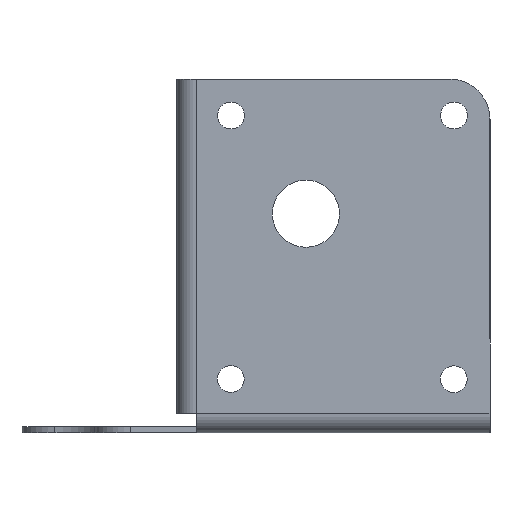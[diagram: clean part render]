
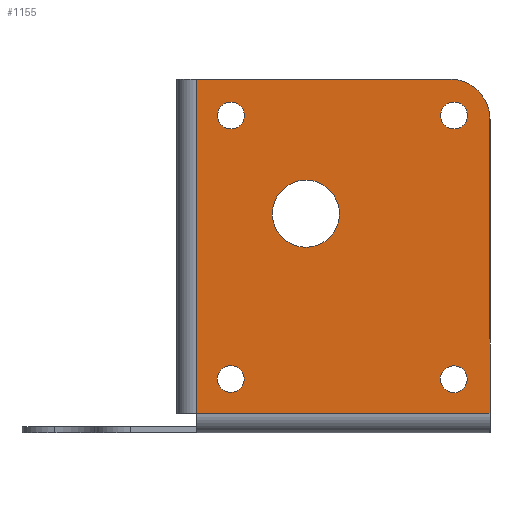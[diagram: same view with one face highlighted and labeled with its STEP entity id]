
A CAD part, front view. The second image highlights one B-rep face of the part: STEP entity #1155.
In plain terms, the highlighted planar face has unit normal (0, -1, 0).
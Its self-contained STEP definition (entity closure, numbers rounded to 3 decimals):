
#4 = DIRECTION ( 'NONE',  ( 0., 0., -1. ) ) ;
#50 = VERTEX_POINT ( 'NONE', #1646 ) ;
#83 = DIRECTION ( 'NONE',  ( 0., -1., 0. ) ) ;
#106 = ORIENTED_EDGE ( 'NONE', *, *, #878, .F. ) ;
#119 = VERTEX_POINT ( 'NONE', #969 ) ;
#124 = AXIS2_PLACEMENT_3D ( 'NONE', #219, #1633, #790 ) ;
#144 = CARTESIAN_POINT ( 'NONE',  ( 50.841, -7.36, 110.935 ) ) ;
#145 = EDGE_CURVE ( 'NONE', #1669, #1261, #237, .T. ) ;
#155 = CIRCLE ( 'NONE', #1059, 5. ) ;
#158 = EDGE_CURVE ( 'NONE', #1261, #1669, #215, .T. ) ;
#161 = CARTESIAN_POINT ( 'NONE',  ( 132.32, -7.36, 114.54 ) ) ;
#166 = DIRECTION ( 'NONE',  ( 0., 0., -1. ) ) ;
#175 = CIRCLE ( 'NONE', #1349, 5. ) ;
#178 = FACE_BOUND ( 'NONE', #967, .T. ) ;
#198 = DIRECTION ( 'NONE',  ( 0., -1., 0. ) ) ;
#201 = ORIENTED_EDGE ( 'NONE', *, *, #248, .T. ) ;
#215 = CIRCLE ( 'NONE', #708, 5. ) ;
#219 = CARTESIAN_POINT ( 'NONE',  ( 78.744, -7.36, 79.371 ) ) ;
#226 = ORIENTED_EDGE ( 'NONE', *, *, #1798, .T. ) ;
#237 = CIRCLE ( 'NONE', #1372, 5. ) ;
#239 = EDGE_CURVE ( 'NONE', #1548, #550, #484, .T. ) ;
#244 = ORIENTED_EDGE ( 'NONE', *, *, #158, .F. ) ;
#248 = EDGE_CURVE ( 'NONE', #119, #1685, #1789, .T. ) ;
#254 = DIRECTION ( 'NONE',  ( 0., 0., -1. ) ) ;
#265 = VERTEX_POINT ( 'NONE', #1555 ) ;
#280 = VECTOR ( 'NONE', #1100, 1000. ) ;
#286 = VECTOR ( 'NONE', #743, 1000. ) ;
#292 = CARTESIAN_POINT ( 'NONE',  ( 50.76, -7.36, 12.818 ) ) ;
#309 = LINE ( 'NONE', #1658, #280 ) ;
#335 = CIRCLE ( 'NONE', #939, 5. ) ;
#340 = CARTESIAN_POINT ( 'NONE',  ( 133.906, -7.36, 120.935 ) ) ;
#354 = CARTESIAN_POINT ( 'NONE',  ( 133.825, -7.36, 17.737 ) ) ;
#355 = VERTEX_POINT ( 'NONE', #1579 ) ;
#362 = CARTESIAN_POINT ( 'NONE',  ( 50.76, -7.36, 17.818 ) ) ;
#393 = CARTESIAN_POINT ( 'NONE',  ( 78.744, -7.36, 79.371 ) ) ;
#400 = ORIENTED_EDGE ( 'NONE', *, *, #239, .F. ) ;
#402 = ORIENTED_EDGE ( 'NONE', *, *, #1721, .F. ) ;
#404 = EDGE_CURVE ( 'NONE', #355, #119, #713, .T. ) ;
#413 = DIRECTION ( 'NONE',  ( 0., -1., 0. ) ) ;
#418 = DIRECTION ( 'NONE',  ( 0., -1., 0. ) ) ;
#471 = DIRECTION ( 'NONE',  ( 0., -1., 0. ) ) ;
#484 = CIRCLE ( 'NONE', #968, 5. ) ;
#486 = DIRECTION ( 'NONE',  ( 0., -1., 0. ) ) ;
#496 = CARTESIAN_POINT ( 'NONE',  ( 133.825, -7.36, 12.737 ) ) ;
#507 = ORIENTED_EDGE ( 'NONE', *, *, #1648, .F. ) ;
#521 = VERTEX_POINT ( 'NONE', #775 ) ;
#550 = VERTEX_POINT ( 'NONE', #1197 ) ;
#554 = FACE_BOUND ( 'NONE', #975, .T. ) ;
#585 = CARTESIAN_POINT ( 'NONE',  ( 50.76, -7.36, 17.818 ) ) ;
#601 = FACE_BOUND ( 'NONE', #1320, .T. ) ;
#611 = DIRECTION ( 'NONE',  ( 0., 0., 1. ) ) ;
#682 = DIRECTION ( 'NONE',  ( 0., 0., -1. ) ) ;
#687 = CARTESIAN_POINT ( 'NONE',  ( 132.32, -7.36, 129.54 ) ) ;
#688 = ORIENTED_EDGE ( 'NONE', *, *, #1145, .T. ) ;
#691 = CARTESIAN_POINT ( 'NONE',  ( 0., -7.36, 0. ) ) ;
#698 = DIRECTION ( 'NONE',  ( 0., -1., 0. ) ) ;
#708 = AXIS2_PLACEMENT_3D ( 'NONE', #1408, #1387, #682 ) ;
#713 = LINE ( 'NONE', #1446, #1051 ) ;
#723 = CARTESIAN_POINT ( 'NONE',  ( 38.1, -7.36, 0. ) ) ;
#735 = DIRECTION ( 'NONE',  ( 0., 0., -1. ) ) ;
#741 = VERTEX_POINT ( 'NONE', #1032 ) ;
#743 = DIRECTION ( 'NONE',  ( 0., 0., -1. ) ) ;
#766 = DIRECTION ( 'NONE',  ( 0., 0., -1. ) ) ;
#775 = CARTESIAN_POINT ( 'NONE',  ( 133.825, -7.36, 22.737 ) ) ;
#785 = EDGE_CURVE ( 'NONE', #741, #1099, #1760, .T. ) ;
#790 = DIRECTION ( 'NONE',  ( 0., 0., -1. ) ) ;
#802 = ORIENTED_EDGE ( 'NONE', *, *, #1009, .F. ) ;
#810 = DIRECTION ( 'NONE',  ( 0., -1., 0. ) ) ;
#812 = ORIENTED_EDGE ( 'NONE', *, *, #785, .T. ) ;
#817 = ORIENTED_EDGE ( 'NONE', *, *, #1732, .F. ) ;
#838 = VERTEX_POINT ( 'NONE', #1143 ) ;
#860 = DIRECTION ( 'NONE',  ( 0., 0., -1. ) ) ;
#878 = EDGE_CURVE ( 'NONE', #550, #1548, #1381, .T. ) ;
#909 = CARTESIAN_POINT ( 'NONE',  ( 133.906, -7.36, 115.935 ) ) ;
#939 = AXIS2_PLACEMENT_3D ( 'NONE', #354, #83, #1368 ) ;
#967 = EDGE_LOOP ( 'NONE', ( #402, #507 ) ) ;
#968 = AXIS2_PLACEMENT_3D ( 'NONE', #1138, #1418, #860 ) ;
#969 = CARTESIAN_POINT ( 'NONE',  ( 147.32, -7.36, 114.54 ) ) ;
#975 = EDGE_LOOP ( 'NONE', ( #817, #802 ) ) ;
#980 = CIRCLE ( 'NONE', #1652, 12.5 ) ;
#1009 = EDGE_CURVE ( 'NONE', #521, #1690, #335, .T. ) ;
#1032 = CARTESIAN_POINT ( 'NONE',  ( 38.1, -7.36, 129.54 ) ) ;
#1051 = VECTOR ( 'NONE', #611, 1000. ) ;
#1059 = AXIS2_PLACEMENT_3D ( 'NONE', #585, #471, #166 ) ;
#1088 = EDGE_LOOP ( 'NONE', ( #244, #1245 ) ) ;
#1093 = EDGE_LOOP ( 'NONE', ( #1769, #1362 ) ) ;
#1099 = VERTEX_POINT ( 'NONE', #1520 ) ;
#1100 = DIRECTION ( 'NONE',  ( -1., 0., 0. ) ) ;
#1107 = PLANE ( 'NONE',  #1754 ) ;
#1138 = CARTESIAN_POINT ( 'NONE',  ( 133.906, -7.36, 115.935 ) ) ;
#1139 = AXIS2_PLACEMENT_3D ( 'NONE', #1699, #413, #4 ) ;
#1143 = CARTESIAN_POINT ( 'NONE',  ( 78.744, -7.36, 66.871 ) ) ;
#1145 = EDGE_CURVE ( 'NONE', #1685, #741, #309, .T. ) ;
#1153 = LINE ( 'NONE', #1719, #1352 ) ;
#1155 = ADVANCED_FACE ( 'NONE', ( #1420, #601, #554, #1317, #178, #1776 ), #1107, .T. ) ;
#1197 = CARTESIAN_POINT ( 'NONE',  ( 133.906, -7.36, 110.935 ) ) ;
#1245 = ORIENTED_EDGE ( 'NONE', *, *, #145, .F. ) ;
#1261 = VERTEX_POINT ( 'NONE', #144 ) ;
#1262 = CIRCLE ( 'NONE', #124, 12.5 ) ;
#1317 = FACE_BOUND ( 'NONE', #1093, .T. ) ;
#1320 = EDGE_LOOP ( 'NONE', ( #106, #400 ) ) ;
#1322 = ORIENTED_EDGE ( 'NONE', *, *, #404, .T. ) ;
#1323 = EDGE_CURVE ( 'NONE', #1782, #265, #155, .T. ) ;
#1349 = AXIS2_PLACEMENT_3D ( 'NONE', #362, #486, #1462 ) ;
#1352 = VECTOR ( 'NONE', #1561, 1000. ) ;
#1362 = ORIENTED_EDGE ( 'NONE', *, *, #1448, .F. ) ;
#1368 = DIRECTION ( 'NONE',  ( 0., 0., -1. ) ) ;
#1372 = AXIS2_PLACEMENT_3D ( 'NONE', #1681, #698, #254 ) ;
#1377 = EDGE_LOOP ( 'NONE', ( #1322, #201, #688, #812, #226 ) ) ;
#1381 = CIRCLE ( 'NONE', #1816, 5. ) ;
#1386 = DIRECTION ( 'NONE',  ( 0., 0., -1. ) ) ;
#1387 = DIRECTION ( 'NONE',  ( 0., -1., 0. ) ) ;
#1401 = DIRECTION ( 'NONE',  ( 0., -1., 0. ) ) ;
#1408 = CARTESIAN_POINT ( 'NONE',  ( 50.841, -7.36, 115.935 ) ) ;
#1418 = DIRECTION ( 'NONE',  ( 0., -1., 0. ) ) ;
#1420 = FACE_BOUND ( 'NONE', #1088, .T. ) ;
#1446 = CARTESIAN_POINT ( 'NONE',  ( 147.32, -7.36, 129.54 ) ) ;
#1448 = EDGE_CURVE ( 'NONE', #265, #1782, #175, .T. ) ;
#1462 = DIRECTION ( 'NONE',  ( 0., 0., -1. ) ) ;
#1493 = AXIS2_PLACEMENT_3D ( 'NONE', #161, #418, #735 ) ;
#1515 = DIRECTION ( 'NONE',  ( 0., 0., -1. ) ) ;
#1520 = CARTESIAN_POINT ( 'NONE',  ( 38.1, -7.36, 5.08 ) ) ;
#1548 = VERTEX_POINT ( 'NONE', #340 ) ;
#1555 = CARTESIAN_POINT ( 'NONE',  ( 50.76, -7.36, 22.818 ) ) ;
#1561 = DIRECTION ( 'NONE',  ( 1., 0., 0. ) ) ;
#1579 = CARTESIAN_POINT ( 'NONE',  ( 147.32, -7.36, 5.08 ) ) ;
#1633 = DIRECTION ( 'NONE',  ( 0., -1., 0. ) ) ;
#1646 = CARTESIAN_POINT ( 'NONE',  ( 78.744, -7.36, 91.871 ) ) ;
#1648 = EDGE_CURVE ( 'NONE', #50, #838, #1262, .T. ) ;
#1652 = AXIS2_PLACEMENT_3D ( 'NONE', #393, #1401, #1386 ) ;
#1658 = CARTESIAN_POINT ( 'NONE',  ( 30.74, -7.36, 129.54 ) ) ;
#1669 = VERTEX_POINT ( 'NONE', #1780 ) ;
#1681 = CARTESIAN_POINT ( 'NONE',  ( 50.841, -7.36, 115.935 ) ) ;
#1685 = VERTEX_POINT ( 'NONE', #687 ) ;
#1690 = VERTEX_POINT ( 'NONE', #496 ) ;
#1699 = CARTESIAN_POINT ( 'NONE',  ( 133.825, -7.36, 17.737 ) ) ;
#1719 = CARTESIAN_POINT ( 'NONE',  ( 147.32, -7.36, 5.08 ) ) ;
#1721 = EDGE_CURVE ( 'NONE', #838, #50, #980, .T. ) ;
#1732 = EDGE_CURVE ( 'NONE', #1690, #521, #1734, .T. ) ;
#1734 = CIRCLE ( 'NONE', #1139, 5. ) ;
#1754 = AXIS2_PLACEMENT_3D ( 'NONE', #691, #810, #1515 ) ;
#1760 = LINE ( 'NONE', #723, #286 ) ;
#1769 = ORIENTED_EDGE ( 'NONE', *, *, #1323, .F. ) ;
#1776 = FACE_OUTER_BOUND ( 'NONE', #1377, .T. ) ;
#1780 = CARTESIAN_POINT ( 'NONE',  ( 50.841, -7.36, 120.935 ) ) ;
#1782 = VERTEX_POINT ( 'NONE', #292 ) ;
#1789 = CIRCLE ( 'NONE', #1493, 15. ) ;
#1798 = EDGE_CURVE ( 'NONE', #1099, #355, #1153, .T. ) ;
#1816 = AXIS2_PLACEMENT_3D ( 'NONE', #909, #198, #766 ) ;
